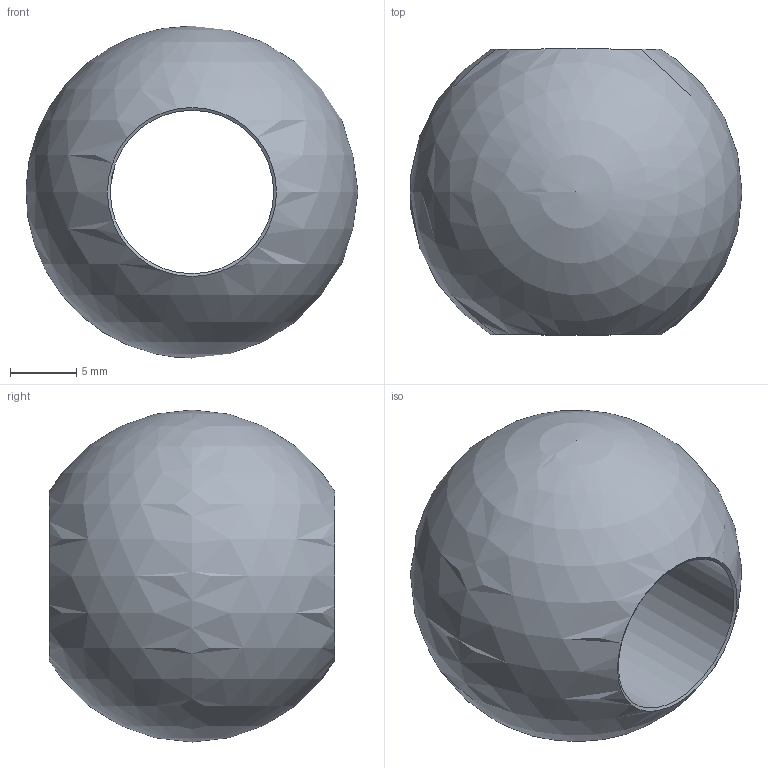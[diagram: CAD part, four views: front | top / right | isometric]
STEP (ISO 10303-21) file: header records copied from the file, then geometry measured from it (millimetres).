
FILE_DESCRIPTION (( 'STEP AP203' ), '1' );
FILE_NAME ('3572-D.step', '2020-02-04T09:53:04', ( '' ), ( '' ), 'SwSTEP 2.0', 'SolidWorks 2015', '' );
FILE_SCHEMA (( 'CONFIG_CONTROL_DESIGN' ));
Length unit declared in the file: millimetre
Products named in the file (2): 3572-D
Bounding box: 25 x 21.52 x 25 mm (x, y, z)
Volume: 5396.2 mm3; surface area: 2534.3 mm2
Topology: 1 solids, 1 shells, 190 faces, 515 edges, 343 vertices
Faces by surface type: plane 85, bspline 83, cylinder 19, cone 2, sphere 1
Full cylindrical faces by diameter (mm): 12.3 x1
Entity records: 9267 total; most frequent: CARTESIAN_POINT 4893, ORIENTED_EDGE 1016, DIRECTION 624, EDGE_CURVE 508, VERTEX_POINT 340, VECTOR 246, LINE 246, EDGE_LOOP 212
